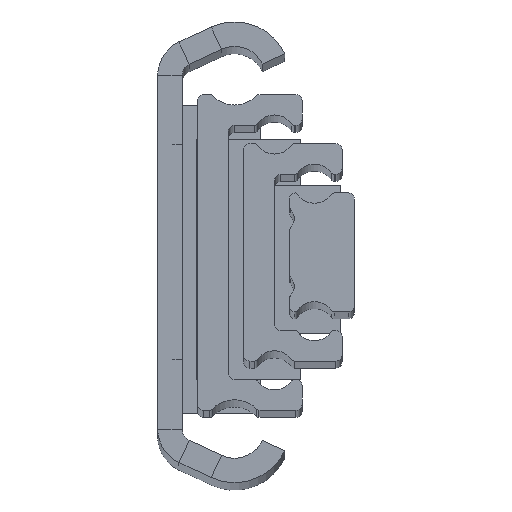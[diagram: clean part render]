
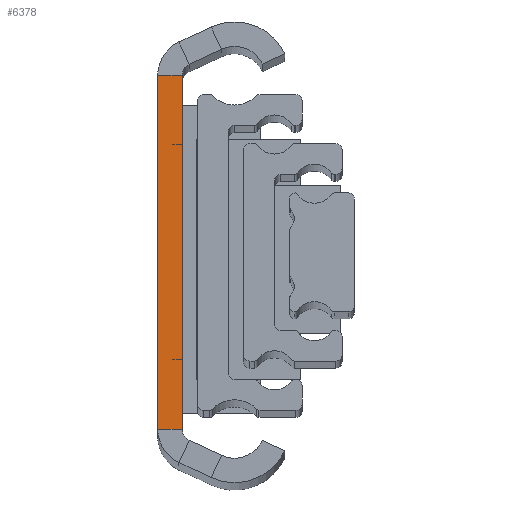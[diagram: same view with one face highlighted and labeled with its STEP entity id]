
A CAD part, top view. The second image highlights one B-rep face of the part: STEP entity #6378.
In plain terms, the highlighted planar face has unit normal (0, 0, 1).
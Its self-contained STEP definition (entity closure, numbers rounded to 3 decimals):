
#280 = EDGE_LOOP ( 'NONE', ( #3852, #1362, #6771, #2338 ) ) ;
#380 = CARTESIAN_POINT ( 'NONE',  ( 0., 28.779, 0. ) ) ;
#407 = CARTESIAN_POINT ( 'NONE',  ( 4., 28.779, 0. ) ) ;
#482 = LINE ( 'NONE', #407, #6235 ) ;
#513 = DIRECTION ( 'NONE',  ( 0., -1., 0. ) ) ;
#652 = DIRECTION ( 'NONE',  ( -1., 0., 0. ) ) ;
#907 = CARTESIAN_POINT ( 'NONE',  ( 4., -28.779, 0. ) ) ;
#950 = VERTEX_POINT ( 'NONE', #4581 ) ;
#1110 = CARTESIAN_POINT ( 'NONE',  ( 0., 28.779, 0. ) ) ;
#1234 = EDGE_CURVE ( 'NONE', #3660, #950, #5897, .T. ) ;
#1250 = VECTOR ( 'NONE', #2742, 1000. ) ;
#1362 = ORIENTED_EDGE ( 'NONE', *, *, #3011, .F. ) ;
#1385 = AXIS2_PLACEMENT_3D ( 'NONE', #1110, #6577, #3236 ) ;
#1625 = FACE_OUTER_BOUND ( 'NONE', #280, .T. ) ;
#1720 = EDGE_CURVE ( 'NONE', #2313, #3231, #4840, .T. ) ;
#1998 = EDGE_CURVE ( 'NONE', #950, #3231, #5539, .T. ) ;
#2313 = VERTEX_POINT ( 'NONE', #907 ) ;
#2338 = ORIENTED_EDGE ( 'NONE', *, *, #1998, .T. ) ;
#2450 = CARTESIAN_POINT ( 'NONE',  ( 4., 28.779, 0. ) ) ;
#2468 = VECTOR ( 'NONE', #652, 1000. ) ;
#2742 = DIRECTION ( 'NONE',  ( -1., 0., 0. ) ) ;
#3011 = EDGE_CURVE ( 'NONE', #3660, #2313, #482, .T. ) ;
#3231 = VERTEX_POINT ( 'NONE', #4999 ) ;
#3236 = DIRECTION ( 'NONE',  ( 0., -1., 0. ) ) ;
#3273 = PLANE ( 'NONE',  #1385 ) ;
#3660 = VERTEX_POINT ( 'NONE', #2450 ) ;
#3752 = CARTESIAN_POINT ( 'NONE',  ( 0., -28.779, 0. ) ) ;
#3852 = ORIENTED_EDGE ( 'NONE', *, *, #1720, .F. ) ;
#4581 = CARTESIAN_POINT ( 'NONE',  ( 0., 28.779, 0. ) ) ;
#4767 = VECTOR ( 'NONE', #513, 1000. ) ;
#4840 = LINE ( 'NONE', #3752, #1250 ) ;
#4909 = CARTESIAN_POINT ( 'NONE',  ( 0., 28.779, 0. ) ) ;
#4999 = CARTESIAN_POINT ( 'NONE',  ( 0., -28.779, 0. ) ) ;
#5539 = LINE ( 'NONE', #380, #4767 ) ;
#5897 = LINE ( 'NONE', #4909, #2468 ) ;
#6226 = DIRECTION ( 'NONE',  ( 0., -1., 0. ) ) ;
#6235 = VECTOR ( 'NONE', #6226, 1000. ) ;
#6378 = ADVANCED_FACE ( 'NONE', ( #1625 ), #3273, .F. ) ;
#6577 = DIRECTION ( 'NONE',  ( 0., 0., -1. ) ) ;
#6771 = ORIENTED_EDGE ( 'NONE', *, *, #1234, .T. ) ;
